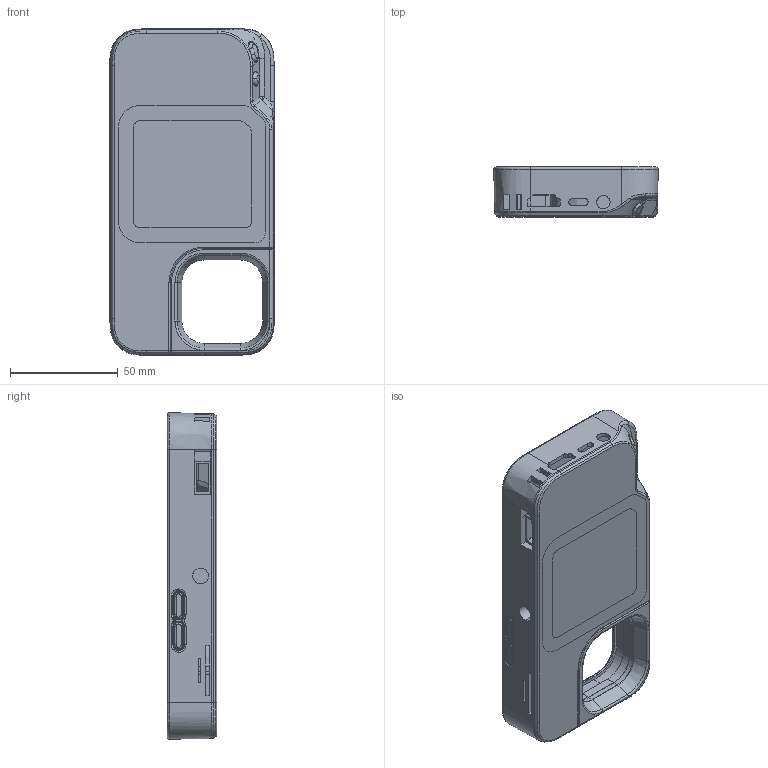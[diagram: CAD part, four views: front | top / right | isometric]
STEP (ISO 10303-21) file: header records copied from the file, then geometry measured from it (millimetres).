
FILE_DESCRIPTION (( 'STEP AP203' ), '1' );
FILE_NAME ('model 1 1400.12.STEP', '2022-03-06T13:50:48', ( '' ), ( '' ), 'SwSTEP 2.0', 'SolidWorks 2018', '' );
FILE_SCHEMA (( 'CONFIG_CONTROL_DESIGN' ));
Length unit declared in the file: millimetre
Products named in the file (1): model 1 1400.12
Bounding box: 76.29 x 23 x 151.48 mm (x, y, z)
Volume: 53305.5 mm3; surface area: 64181.6 mm2
Topology: 3 solids, 3 shells, 733 faces, 1944 edges, 1236 vertices
Faces by surface type: plane 357, cylinder 155, bspline 145, cone 50, torus 26
Entity records: 33052 total; most frequent: CARTESIAN_POINT 16005, ORIENTED_EDGE 3884, DIRECTION 3061, EDGE_CURVE 1942, VERTEX_POINT 1236, LINE 1065, VECTOR 1065, AXIS2_PLACEMENT_3D 998
